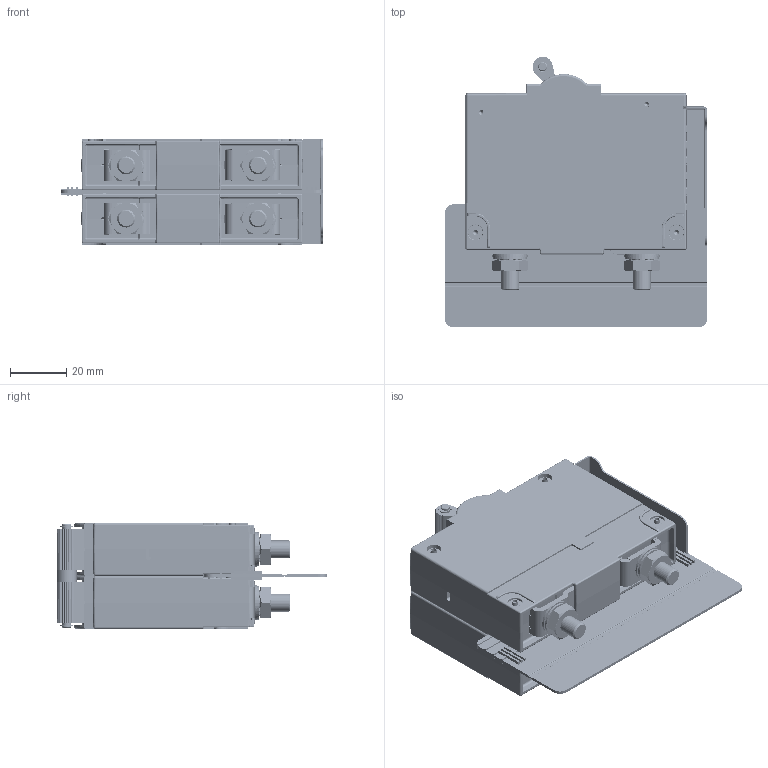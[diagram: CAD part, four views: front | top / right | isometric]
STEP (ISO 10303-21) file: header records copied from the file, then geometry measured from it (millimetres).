
FILE_DESCRIPTION((''),'2;1');
FILE_NAME('CX2_STUD_WIRE','2011-11-29T',('danboyden'),(''),'PRO/ENGINEER BY PARAMETRIC TECHNOLOGY CORPORATION, 2010280','PRO/ENGINEER BY PARAMETRIC TECHNOLOGY CORPORATION, 2010280','');
FILE_SCHEMA(('CONFIG_CONTROL_DESIGN'));
Products named in the file (1): CX2_STUD_WIRE
Bounding box: 93.27 x 96.08 x 37.8 mm (x, y, z)
Volume: 73793.5 mm3; surface area: 89735.3 mm2
Topology: 14 solids, 14 shells, 6997 faces, 18459 edges, 11468 vertices
Faces by surface type: plane 3628, cylinder 2004, bspline 397, sphere 354, cone 269, extrusion 199, torus 146
Entity records: 239788 total; most frequent: CARTESIAN_POINT 71697, ORIENTED_EDGE 36850, DIRECTION 32200, EDGE_CURVE 18425, VECTOR 12086, LINE 11887, VERTEX_POINT 11468, AXIS2_PLACEMENT_3D 10057
